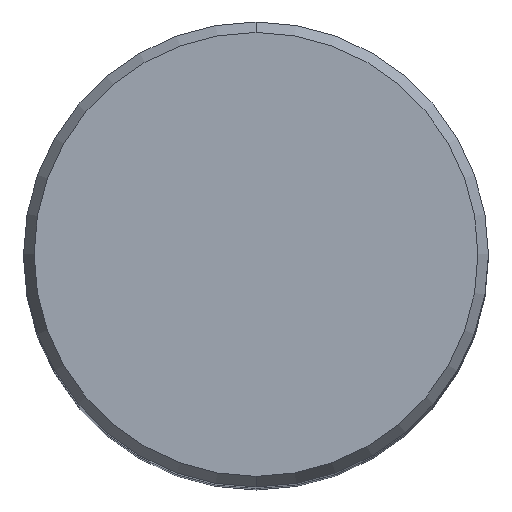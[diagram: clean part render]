
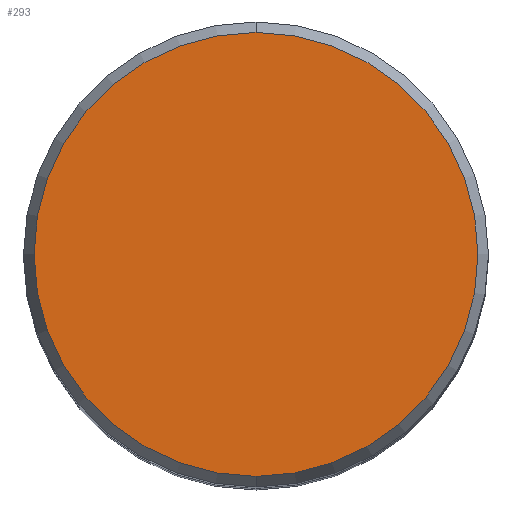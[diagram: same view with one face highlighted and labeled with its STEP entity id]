
A CAD part, top view. The second image highlights one B-rep face of the part: STEP entity #293.
In plain terms, the highlighted planar face has unit normal (0, 0, 1).
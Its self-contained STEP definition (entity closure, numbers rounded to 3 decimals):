
#153=EDGE_CURVE('',#191,#267,#374,.T.);
#191=VERTEX_POINT('',#421);
#253=EDGE_CURVE('',#267,#191,#492,.T.);
#267=VERTEX_POINT('',#506);
#293=ADVANCED_FACE('',(#534),#535,.T.);
#374=CIRCLE('',#618,24.255);
#421=CARTESIAN_POINT('',(0.0,24.255,0.01));
#492=CIRCLE('',#767,24.255);
#506=CARTESIAN_POINT('',(0.,-24.255,0.01));
#534=FACE_OUTER_BOUND('',#821,.T.);
#535=PLANE('',#822);
#618=AXIS2_PLACEMENT_3D('',#901,#902,#903);
#767=AXIS2_PLACEMENT_3D('',#1081,#1082,#1083);
#821=EDGE_LOOP('',(#1122,#1123));
#822=AXIS2_PLACEMENT_3D('',#1124,#1125,#1126);
#901=CARTESIAN_POINT('',(0.0,0.0,0.01));
#902=DIRECTION('',(0.0,0.0,-1.0));
#903=DIRECTION('',(0.0,1.0,0.0));
#1081=CARTESIAN_POINT('',(0.0,0.0,0.01));
#1082=DIRECTION('',(0.0,0.0,-1.0));
#1083=DIRECTION('',(0.0,1.0,0.0));
#1122=ORIENTED_EDGE('',*,*,#153,.F.);
#1123=ORIENTED_EDGE('',*,*,#253,.F.);
#1124=CARTESIAN_POINT('',(0.0,12.127,0.01));
#1125=DIRECTION('',(-0.0,0.0,1.0));
#1126=DIRECTION('',(0.0,-1.0,0.0));
